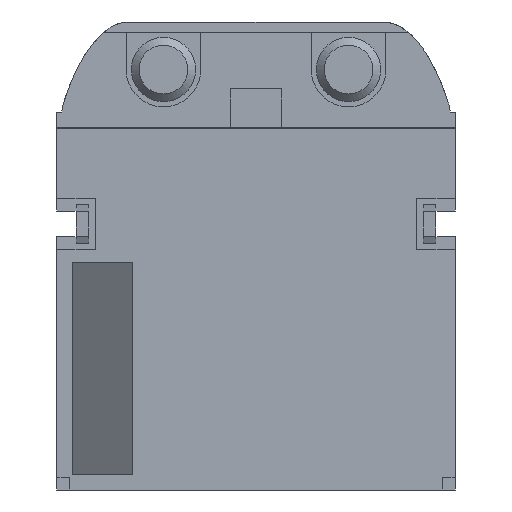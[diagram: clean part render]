
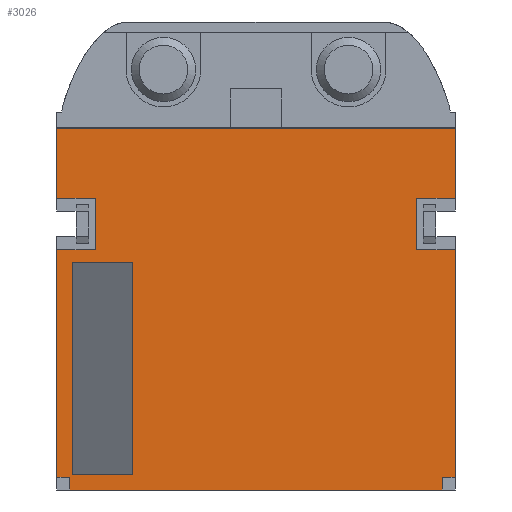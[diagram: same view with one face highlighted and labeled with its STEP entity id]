
A CAD part, front view. The second image highlights one B-rep face of the part: STEP entity #3026.
In plain terms, the highlighted planar face has unit normal (0, -1, 0).
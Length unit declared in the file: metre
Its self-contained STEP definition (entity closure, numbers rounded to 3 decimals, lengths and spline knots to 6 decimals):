
#493=ORIENTED_EDGE('',*,*,#1207,.F.);
#494=ORIENTED_EDGE('',*,*,#1208,.F.);
#495=ORIENTED_EDGE('',*,*,#1209,.T.);
#496=ORIENTED_EDGE('',*,*,#1210,.F.);
#497=ORIENTED_EDGE('',*,*,#1211,.F.);
#498=ORIENTED_EDGE('',*,*,#1212,.F.);
#499=ORIENTED_EDGE('',*,*,#1213,.T.);
#500=ORIENTED_EDGE('',*,*,#1214,.F.);
#501=ORIENTED_EDGE('',*,*,#1215,.T.);
#502=ORIENTED_EDGE('',*,*,#1216,.F.);
#503=ORIENTED_EDGE('',*,*,#1217,.F.);
#504=ORIENTED_EDGE('',*,*,#1218,.F.);
#505=ORIENTED_EDGE('',*,*,#1219,.T.);
#506=ORIENTED_EDGE('',*,*,#1220,.F.);
#507=ORIENTED_EDGE('',*,*,#1221,.F.);
#508=ORIENTED_EDGE('',*,*,#1222,.T.);
#509=ORIENTED_EDGE('',*,*,#1223,.F.);
#510=ORIENTED_EDGE('',*,*,#1224,.F.);
#511=ORIENTED_EDGE('',*,*,#1225,.F.);
#512=ORIENTED_EDGE('',*,*,#1226,.F.);
#1207=EDGE_CURVE('',#1595,#1596,#1873,.T.);
#1208=EDGE_CURVE('',#1597,#1595,#1874,.T.);
#1209=EDGE_CURVE('',#1597,#1598,#1875,.T.);
#1210=EDGE_CURVE('',#1599,#1598,#1876,.T.);
#1211=EDGE_CURVE('',#1600,#1599,#1877,.T.);
#1212=EDGE_CURVE('',#1601,#1600,#1878,.T.);
#1213=EDGE_CURVE('',#1601,#1602,#1879,.T.);
#1214=EDGE_CURVE('',#1603,#1602,#1880,.T.);
#1215=EDGE_CURVE('',#1603,#1604,#1881,.T.);
#1216=EDGE_CURVE('',#1605,#1604,#1882,.T.);
#1217=EDGE_CURVE('',#1606,#1605,#1883,.T.);
#1218=EDGE_CURVE('',#1607,#1606,#1884,.T.);
#1219=EDGE_CURVE('',#1607,#1608,#1885,.T.);
#1220=EDGE_CURVE('',#1609,#1608,#1886,.T.);
#1221=EDGE_CURVE('',#1610,#1609,#1887,.T.);
#1222=EDGE_CURVE('',#1610,#1596,#1888,.T.);
#1223=EDGE_CURVE('',#1611,#1612,#1889,.T.);
#1224=EDGE_CURVE('',#1613,#1611,#1890,.T.);
#1225=EDGE_CURVE('',#1614,#1613,#1891,.T.);
#1226=EDGE_CURVE('',#1612,#1614,#1892,.T.);
#1595=VERTEX_POINT('',#4691);
#1596=VERTEX_POINT('',#4692);
#1597=VERTEX_POINT('',#4694);
#1598=VERTEX_POINT('',#4696);
#1599=VERTEX_POINT('',#4698);
#1600=VERTEX_POINT('',#4700);
#1601=VERTEX_POINT('',#4702);
#1602=VERTEX_POINT('',#4704);
#1603=VERTEX_POINT('',#4706);
#1604=VERTEX_POINT('',#4708);
#1605=VERTEX_POINT('',#4710);
#1606=VERTEX_POINT('',#4712);
#1607=VERTEX_POINT('',#4714);
#1608=VERTEX_POINT('',#4716);
#1609=VERTEX_POINT('',#4718);
#1610=VERTEX_POINT('',#4720);
#1611=VERTEX_POINT('',#4723);
#1612=VERTEX_POINT('',#4724);
#1613=VERTEX_POINT('',#4726);
#1614=VERTEX_POINT('',#4728);
#1873=LINE('',#4690,#2209);
#1874=LINE('',#4693,#2210);
#1875=LINE('',#4695,#2211);
#1876=LINE('',#4697,#2212);
#1877=LINE('',#4699,#2213);
#1878=LINE('',#4701,#2214);
#1879=LINE('',#4703,#2215);
#1880=LINE('',#4705,#2216);
#1881=LINE('',#4707,#2217);
#1882=LINE('',#4709,#2218);
#1883=LINE('',#4711,#2219);
#1884=LINE('',#4713,#2220);
#1885=LINE('',#4715,#2221);
#1886=LINE('',#4717,#2222);
#1887=LINE('',#4719,#2223);
#1888=LINE('',#4721,#2224);
#1889=LINE('',#4722,#2225);
#1890=LINE('',#4725,#2226);
#1891=LINE('',#4727,#2227);
#1892=LINE('',#4729,#2228);
#2209=VECTOR('',#3810,1.);
#2210=VECTOR('',#3811,1.);
#2211=VECTOR('',#3812,1.);
#2212=VECTOR('',#3813,1.);
#2213=VECTOR('',#3814,1.);
#2214=VECTOR('',#3815,1.);
#2215=VECTOR('',#3816,1.);
#2216=VECTOR('',#3817,1.);
#2217=VECTOR('',#3818,1.);
#2218=VECTOR('',#3819,1.);
#2219=VECTOR('',#3820,1.);
#2220=VECTOR('',#3821,1.);
#2221=VECTOR('',#3822,1.);
#2222=VECTOR('',#3823,1.);
#2223=VECTOR('',#3824,1.);
#2224=VECTOR('',#3825,1.);
#2225=VECTOR('',#3826,1.);
#2226=VECTOR('',#3827,1.);
#2227=VECTOR('',#3828,1.);
#2228=VECTOR('',#3829,1.);
#2525=EDGE_LOOP('',(#493,#494,#495,#496,#497,#498,#499,#500,#501,#502,#503,
#504,#505,#506,#507,#508));
#2526=EDGE_LOOP('',(#509,#510,#511,#512));
#2711=FACE_BOUND('',#2525,.T.);
#2712=FACE_BOUND('',#2526,.T.);
#2871=PLANE('',#3334);
#3026=ADVANCED_FACE('',(#2711,#2712),#2871,.F.);
#3334=AXIS2_PLACEMENT_3D('',#4689,#3808,#3809);
#3808=DIRECTION('',(0.,1.,0.));
#3809=DIRECTION('',(-1.,0.,0.));
#3810=DIRECTION('',(0.,0.,-1.));
#3811=DIRECTION('',(-1.,0.,0.));
#3812=DIRECTION('',(0.,0.,1.));
#3813=DIRECTION('',(1.,0.,0.));
#3814=DIRECTION('',(0.,0.,-1.));
#3815=DIRECTION('',(-1.,0.,0.));
#3816=DIRECTION('',(0.,0.,1.));
#3817=DIRECTION('',(1.,0.,0.));
#3818=DIRECTION('',(0.,0.,-1.));
#3819=DIRECTION('',(-1.,0.,0.));
#3820=DIRECTION('',(0.,0.,1.));
#3821=DIRECTION('',(1.,0.,0.));
#3822=DIRECTION('',(0.,0.,-1.));
#3823=DIRECTION('',(-1.,0.,0.));
#3824=DIRECTION('',(0.,0.,1.));
#3825=DIRECTION('',(1.,0.,0.));
#3826=DIRECTION('',(1.,0.,0.));
#3827=DIRECTION('',(0.,0.,-1.));
#3828=DIRECTION('',(-1.,0.,0.));
#3829=DIRECTION('',(0.,0.,1.));
#4689=CARTESIAN_POINT('',(0.006839,0.0003,0.006256));
#4690=CARTESIAN_POINT('',(0.00725,0.0003,-0.01035));
#4691=CARTESIAN_POINT('',(0.00725,0.0003,-0.00985));
#4692=CARTESIAN_POINT('',(0.00725,0.0003,-0.01035));
#4693=CARTESIAN_POINT('',(0.00775,0.0003,-0.00985));
#4694=CARTESIAN_POINT('',(0.00775,0.0003,-0.00985));
#4695=CARTESIAN_POINT('',(0.00775,0.0003,-0.00165));
#4696=CARTESIAN_POINT('',(0.00775,0.0003,-0.001));
#4697=CARTESIAN_POINT('',(-0.00775,0.0003,-0.001));
#4698=CARTESIAN_POINT('',(0.00625,0.0003,-0.001));
#4699=CARTESIAN_POINT('',(0.00625,0.0003,-0.001));
#4700=CARTESIAN_POINT('',(0.00625,0.0003,0.001));
#4701=CARTESIAN_POINT('',(-0.00625,0.0003,0.001));
#4702=CARTESIAN_POINT('',(0.00775,0.0003,0.001));
#4703=CARTESIAN_POINT('',(0.00775,0.0003,-0.00165));
#4704=CARTESIAN_POINT('',(0.00775,0.0003,0.0037));
#4705=CARTESIAN_POINT('',(0.00775,0.0003,0.0037));
#4706=CARTESIAN_POINT('',(-0.00775,0.0003,0.0037));
#4707=CARTESIAN_POINT('',(-0.00775,0.0003,0.00435));
#4708=CARTESIAN_POINT('',(-0.00775,0.0003,0.001));
#4709=CARTESIAN_POINT('',(-0.00625,0.0003,0.001));
#4710=CARTESIAN_POINT('',(-0.00625,0.0003,0.001));
#4711=CARTESIAN_POINT('',(-0.00625,0.0003,-0.001));
#4712=CARTESIAN_POINT('',(-0.00625,0.0003,-0.001));
#4713=CARTESIAN_POINT('',(-0.00775,0.0003,-0.001));
#4714=CARTESIAN_POINT('',(-0.00775,0.0003,-0.001));
#4715=CARTESIAN_POINT('',(-0.00775,0.0003,0.00435));
#4716=CARTESIAN_POINT('',(-0.00775,0.0003,-0.00985));
#4717=CARTESIAN_POINT('',(0.00775,0.0003,-0.00985));
#4718=CARTESIAN_POINT('',(-0.00725,0.0003,-0.00985));
#4719=CARTESIAN_POINT('',(-0.00725,0.0003,-0.01035));
#4720=CARTESIAN_POINT('',(-0.00725,0.0003,-0.01035));
#4721=CARTESIAN_POINT('',(0.00775,0.0003,-0.01035));
#4722=CARTESIAN_POINT('',(-0.00715,0.0003,-0.00975));
#4723=CARTESIAN_POINT('',(-0.00715,0.0003,-0.00975));
#4724=CARTESIAN_POINT('',(-0.0048,0.0003,-0.00975));
#4725=CARTESIAN_POINT('',(-0.00715,0.0003,-0.00975));
#4726=CARTESIAN_POINT('',(-0.00715,0.0003,-0.0015));
#4727=CARTESIAN_POINT('',(-0.00715,0.0003,-0.0015));
#4728=CARTESIAN_POINT('',(-0.0048,0.0003,-0.0015));
#4729=CARTESIAN_POINT('',(-0.0048,0.0003,-0.00935));
